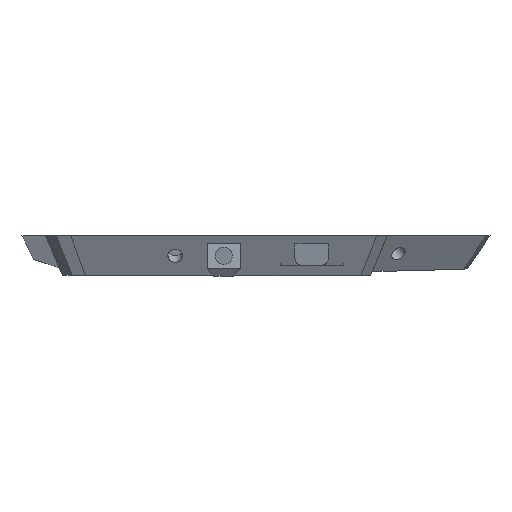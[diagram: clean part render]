
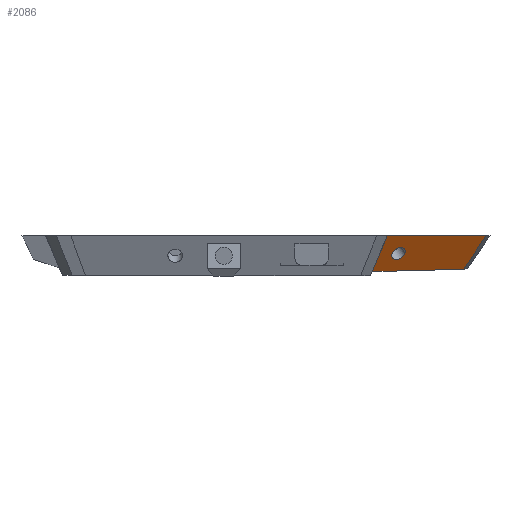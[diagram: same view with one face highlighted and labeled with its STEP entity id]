
A CAD part, left-side view. The second image highlights one B-rep face of the part: STEP entity #2086.
In plain terms, the highlighted planar face has unit normal (-0.7, -0.404, -0.588).
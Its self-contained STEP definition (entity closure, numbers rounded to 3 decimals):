
#33=CIRCLE('',#2109,2.2);
#79=FACE_BOUND('',#327,.T.);
#202=FACE_OUTER_BOUND('',#326,.T.);
#326=EDGE_LOOP('',(#1898,#1899,#1900,#1901));
#327=EDGE_LOOP('',(#1902));
#426=LINE('',#2748,#629);
#532=LINE('',#4799,#735);
#597=LINE('',#5314,#800);
#598=LINE('',#5316,#801);
#629=VECTOR('',#2262,10.);
#735=VECTOR('',#2476,10.);
#800=VECTOR('',#2661,10.);
#801=VECTOR('',#2664,10.);
#832=VERTEX_POINT('',#2745);
#833=VERTEX_POINT('',#2747);
#839=VERTEX_POINT('',#2771);
#954=VERTEX_POINT('',#4796);
#955=VERTEX_POINT('',#4798);
#1037=EDGE_CURVE('',#832,#833,#426,.T.);
#1044=EDGE_CURVE('',#839,#839,#33,.T.);
#1210=EDGE_CURVE('',#955,#954,#532,.T.);
#1303=EDGE_CURVE('',#955,#832,#597,.T.);
#1304=EDGE_CURVE('',#954,#833,#598,.T.);
#1898=ORIENTED_EDGE('',*,*,#1303,.F.);
#1899=ORIENTED_EDGE('',*,*,#1210,.T.);
#1900=ORIENTED_EDGE('',*,*,#1304,.T.);
#1901=ORIENTED_EDGE('',*,*,#1037,.F.);
#1902=ORIENTED_EDGE('',*,*,#1044,.T.);
#1979=PLANE('',#2220);
#2086=ADVANCED_FACE('',(#202,#79),#1979,.T.);
#2109=AXIS2_PLACEMENT_3D('',#2772,#2271,#2272);
#2220=AXIS2_PLACEMENT_3D('',#5315,#2662,#2663);
#2262=DIRECTION('',(-0.485,0.874,-0.023));
#2271=DIRECTION('center_axis',(0.7,0.404,0.588));
#2272=DIRECTION('ref_axis',(0.5,-0.866,0.));
#2476=DIRECTION('',(-0.5,0.866,0.));
#2661=DIRECTION('',(0.35,0.524,-0.776));
#2662=DIRECTION('center_axis',(-0.7,-0.404,-0.588));
#2663=DIRECTION('ref_axis',(-0.643,0.,0.766));
#2664=DIRECTION('',(0.479,0.345,-0.807));
#2745=CARTESIAN_POINT('',(86.712,-160.845,-12.356));
#2747=CARTESIAN_POINT('',(71.412,-133.279,-13.088));
#2748=CARTESIAN_POINT('',(80.297,-149.287,-12.663));
#2771=CARTESIAN_POINT('',(70.338,-139.374,-7.621));
#2772=CARTESIAN_POINT('Origin',(71.438,-141.279,-7.621));
#4796=CARTESIAN_POINT('',(65.01,-137.889,-2.3));
#4798=CARTESIAN_POINT('',(82.184,-167.635,-2.3));
#4799=CARTESIAN_POINT('',(82.184,-167.635,-2.3));
#5314=CARTESIAN_POINT('',(82.184,-167.635,-2.3));
#5315=CARTESIAN_POINT('Origin',(82.184,-167.635,-2.3));
#5316=CARTESIAN_POINT('',(65.01,-137.889,-2.3));
